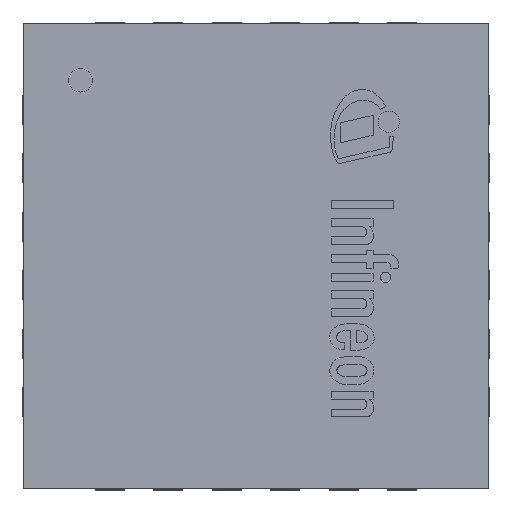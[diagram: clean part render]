
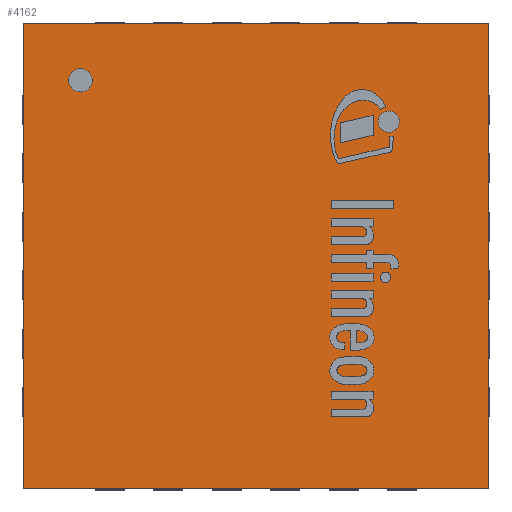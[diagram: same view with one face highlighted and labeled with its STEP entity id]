
A CAD part, top view. The second image highlights one B-rep face of the part: STEP entity #4162.
In plain terms, the highlighted planar face has unit normal (0, 0, 1).
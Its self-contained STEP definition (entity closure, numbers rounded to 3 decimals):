
#255=FACE_BOUND('',#774,.T.);
#265=PLANE('',#4484);
#493=FACE_OUTER_BOUND('',#773,.T.);
#773=EDGE_LOOP('',(#2938,#2939,#2940,#2941));
#774=EDGE_LOOP('',(#2942));
#1055=LINE('',#5868,#1452);
#1058=LINE('',#5874,#1455);
#1061=LINE('',#5880,#1458);
#1064=LINE('',#5884,#1461);
#1452=VECTOR('',#4817,1.);
#1455=VECTOR('',#4822,1.);
#1458=VECTOR('',#4827,1.);
#1461=VECTOR('',#4832,1.);
#1846=CIRCLE('',#4477,0.1);
#1912=VERTEX_POINT('',#5855);
#1916=VERTEX_POINT('',#5865);
#1917=VERTEX_POINT('',#5867);
#1919=VERTEX_POINT('',#5873);
#1921=VERTEX_POINT('',#5879);
#2314=EDGE_CURVE('',#1912,#1912,#1846,.T.);
#2319=EDGE_CURVE('',#1917,#1916,#1055,.T.);
#2322=EDGE_CURVE('',#1919,#1917,#1058,.T.);
#2325=EDGE_CURVE('',#1921,#1919,#1061,.T.);
#2328=EDGE_CURVE('',#1916,#1921,#1064,.T.);
#2938=ORIENTED_EDGE('',*,*,#2328,.T.);
#2939=ORIENTED_EDGE('',*,*,#2325,.T.);
#2940=ORIENTED_EDGE('',*,*,#2322,.T.);
#2941=ORIENTED_EDGE('',*,*,#2319,.T.);
#2942=ORIENTED_EDGE('',*,*,#2314,.T.);
#4162=ADVANCED_FACE('',(#493,#255),#265,.T.);
#4477=AXIS2_PLACEMENT_3D('',#5856,#4806,#4807);
#4484=AXIS2_PLACEMENT_3D('',#5885,#4833,#4834);
#4806=DIRECTION('center_axis',(0.,0.,-1.));
#4807=DIRECTION('ref_axis',(-1.,0.,0.));
#4817=DIRECTION('',(0.,-1.,0.));
#4822=DIRECTION('',(-1.,0.,0.));
#4827=DIRECTION('',(0.,1.,0.));
#4832=DIRECTION('',(1.,0.,0.));
#4833=DIRECTION('center_axis',(0.,0.,1.));
#4834=DIRECTION('ref_axis',(1.,0.,0.));
#5855=CARTESIAN_POINT('',(-1.4,1.5,0.9));
#5856=CARTESIAN_POINT('Origin',(-1.5,1.5,0.9));
#5865=CARTESIAN_POINT('',(-1.99,-1.99,0.9));
#5867=CARTESIAN_POINT('',(-1.99,1.99,0.9));
#5868=CARTESIAN_POINT('',(-1.99,1.99,0.9));
#5873=CARTESIAN_POINT('',(1.99,1.99,0.9));
#5874=CARTESIAN_POINT('',(1.99,1.99,0.9));
#5879=CARTESIAN_POINT('',(1.99,-1.99,0.9));
#5880=CARTESIAN_POINT('',(1.99,-1.99,0.9));
#5884=CARTESIAN_POINT('',(-1.99,-1.99,0.9));
#5885=CARTESIAN_POINT('Origin',(0.,0.,0.9));
